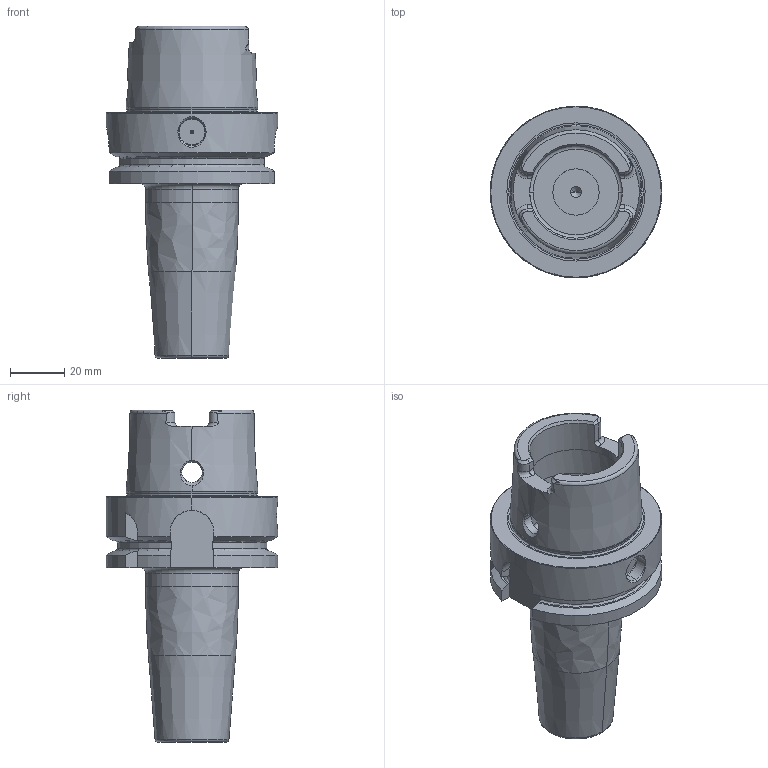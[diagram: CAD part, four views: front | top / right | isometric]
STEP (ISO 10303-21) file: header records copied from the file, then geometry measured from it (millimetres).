
FILE_DESCRIPTION((''),'2;1');
FILE_NAME('607739599-000-01-E43','2023-03-14T15:19:46',('liebchenm'),(''),'CREO PARAMETRIC BY PTC INC, 2021184','CREO PARAMETRIC BY PTC INC, 2021184','');
FILE_SCHEMA(('AP242_MANAGED_MODEL_BASED_3D_ENGINEERING_MIM_LF { 1 0 10303 442 1 1 4 }'));
Length unit declared in the file: millimetre
Products named in the file (1): 607739599-000-01-E43
Bounding box: 63 x 63 x 121.9 mm (x, y, z)
Volume: 124729 mm3; surface area: 30172.8 mm2
Topology: 1 solids, 1 shells, 152 faces, 390 edges, 240 vertices
Faces by surface type: plane 45, cylinder 43, cone 36, torus 26, bspline 2
Entity records: 8306 total; most frequent: CARTESIAN_POINT 2439, ORIENTED_EDGE 772, DIRECTION 764, PRESENTATION_STYLE_ASSIGNMENT 396, STYLED_ITEM 396, CURVE_STYLE 395, EDGE_CURVE 386, AXIS2_PLACEMENT_3D 309
